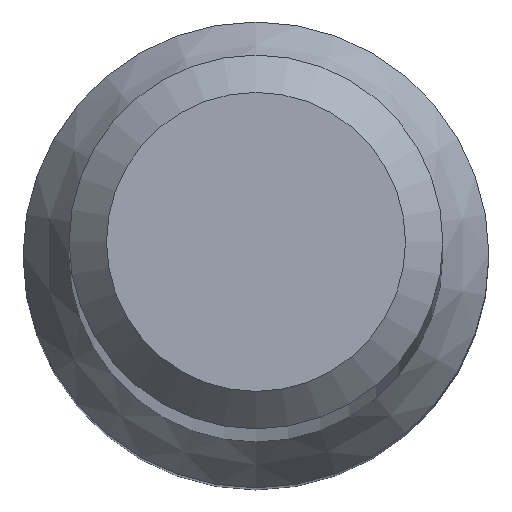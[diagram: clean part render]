
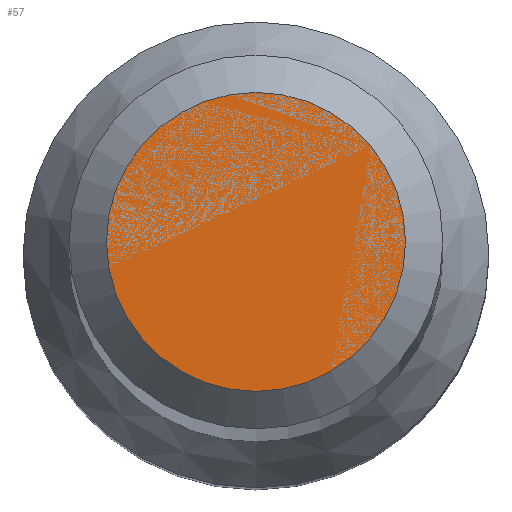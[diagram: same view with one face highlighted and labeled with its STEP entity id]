
A CAD part, top view. The second image highlights one B-rep face of the part: STEP entity #57.
In plain terms, the highlighted planar face has unit normal (0, 0, 1).
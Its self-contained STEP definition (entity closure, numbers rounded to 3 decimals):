
#1 = FACE_OUTER_BOUND ( 'NONE', #235, .T. ) ;
#14 = EDGE_CURVE ( 'NONE', #114, #114, #120, .T. ) ;
#22 = DIRECTION ( 'NONE',  ( 0., 1., 0. ) ) ;
#27 = CARTESIAN_POINT ( 'NONE',  ( 0., 0., 70. ) ) ;
#46 = DIRECTION ( 'NONE',  ( 0., 0., -1. ) ) ;
#57 = ADVANCED_FACE ( 'NONE', ( #1 ), #117, .F. ) ;
#72 = CARTESIAN_POINT ( 'NONE',  ( 0., 0., 70. ) ) ;
#77 = ORIENTED_EDGE ( 'NONE', *, *, #14, .F. ) ;
#114 = VERTEX_POINT ( 'NONE', #248 ) ;
#117 = PLANE ( 'NONE',  #176 ) ;
#119 = DIRECTION ( 'NONE',  ( 0., 1., 0. ) ) ;
#120 = CIRCLE ( 'NONE', #226, 1.2 ) ;
#176 = AXIS2_PLACEMENT_3D ( 'NONE', #72, #210, #22 ) ;
#210 = DIRECTION ( 'NONE',  ( 0., 0., -1. ) ) ;
#226 = AXIS2_PLACEMENT_3D ( 'NONE', #27, #46, #119 ) ;
#235 = EDGE_LOOP ( 'NONE', ( #77 ) ) ;
#248 = CARTESIAN_POINT ( 'NONE',  ( 0., 1.2, 70. ) ) ;
